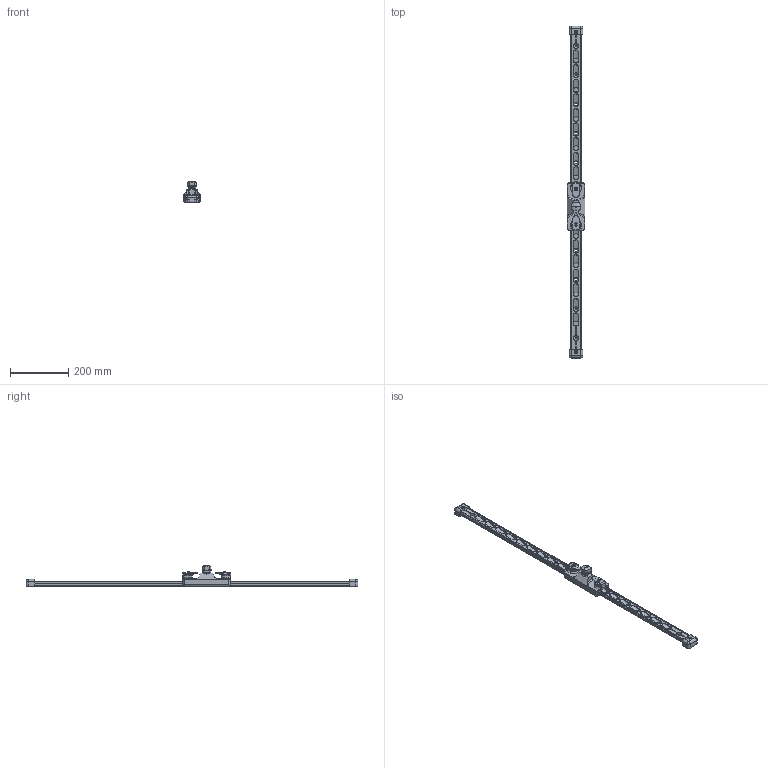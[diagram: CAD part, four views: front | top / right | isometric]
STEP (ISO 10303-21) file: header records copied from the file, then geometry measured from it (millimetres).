
FILE_DESCRIPTION(/* description */ (''),/* implementation_level */ '2;1');
FILE_NAME(/* name */ '623.422.stp',/* time_stamp */ '2016-03-08T12:07:59+01:00',/* author */ ('gianni'),/* organization */ (''),/* preprocessor_version */ 'ST-DEVELOPER v16.1',/* originating_system */ 'Autodesk Inventor 2016',/* authorisation */ '');
FILE_SCHEMA (('AUTOMOTIVE_DESIGN { 1 0 10303 214 3 1 1 }'));
Length unit declared in the file: millimetre
Products named in the file (1): 623.422
Bounding box: 60 x 1135.6 x 72.16 mm (x, y, z)
Volume: 727915.3 mm3; surface area: 214186.9 mm2
Topology: 2 solids, 2 shells, 680 faces, 1899 edges, 1193 vertices
Faces by surface type: plane 328, cylinder 165, cone 99, bspline 51, torus 28, sphere 9
Full cylindrical faces by diameter (mm): 4.917 x2, 6 x2, 6.25 x2, 8.5 x11, 12 x4, 17 x11, 18 x2
Entity records: 25140 total; most frequent: CARTESIAN_POINT 8494, ORIENTED_EDGE 3622, DIRECTION 3313, EDGE_CURVE 1811, AXIS2_PLACEMENT_3D 1205, VERTEX_POINT 1166, LINE 903, VECTOR 903
